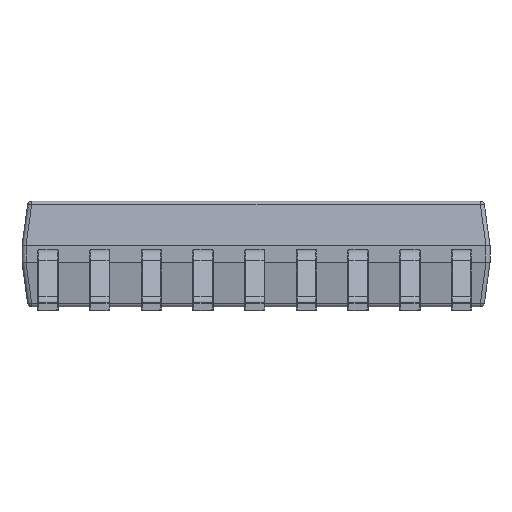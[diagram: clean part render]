
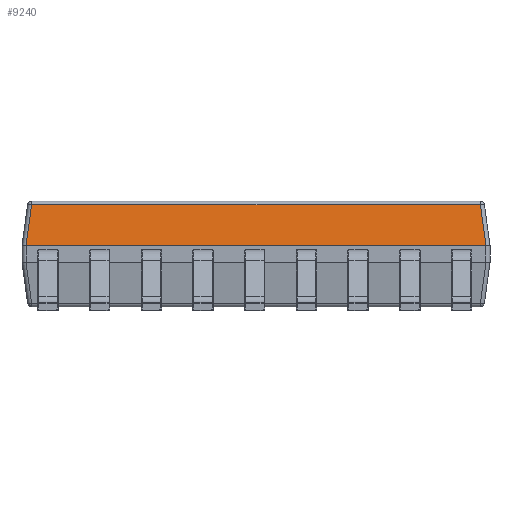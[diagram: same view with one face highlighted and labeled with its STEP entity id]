
A CAD part, left-side view. The second image highlights one B-rep face of the part: STEP entity #9240.
In plain terms, the highlighted planar face has unit normal (-0.991, 0, 0.135).
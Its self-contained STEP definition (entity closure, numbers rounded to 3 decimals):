
#317 = ORIENTED_EDGE ( 'NONE', *, *, #8427, .T. ) ;
#497 = B_SPLINE_CURVE_WITH_KNOTS ( 'NONE', 3,
 ( #5771, #5408, #5390, #5376 ),
 .UNSPECIFIED., .F., .F.,
 ( 4, 4 ),
 ( 0., 1. ),
 .UNSPECIFIED. ) ;
#594 = CARTESIAN_POINT ( 'NONE',  ( -3.85, -5.65, 1.6 ) ) ;
#774 = B_SPLINE_CURVE_WITH_KNOTS ( 'NONE', 3,
 ( #594, #10904, #10885, #10874 ),
 .UNSPECIFIED., .F., .F.,
 ( 4, 4 ),
 ( 0., 1. ),
 .UNSPECIFIED. ) ;
#810 = VERTEX_POINT ( 'NONE', #4457 ) ;
#1292 = CARTESIAN_POINT ( 'NONE',  ( -3.85, -5.651, 1.6 ) ) ;
#1883 = DIRECTION ( 'NONE',  ( -0.134, 0.134, -0.982 ) ) ;
#1886 = CARTESIAN_POINT ( 'NONE',  ( -3.85, -5.65, 1.6 ) ) ;
#1934 = CARTESIAN_POINT ( 'NONE',  ( -3.712, 5.513, 2.614 ) ) ;
#2059 = ORIENTED_EDGE ( 'NONE', *, *, #7554, .F. ) ;
#2073 = FACE_OUTER_BOUND ( 'NONE', #5035, .T. ) ;
#2380 = CARTESIAN_POINT ( 'NONE',  ( -3.85, 5.651, 1.6 ) ) ;
#2445 = LINE ( 'NONE', #6470, #10512 ) ;
#2930 = ORIENTED_EDGE ( 'NONE', *, *, #8501, .F. ) ;
#3405 = ORIENTED_EDGE ( 'NONE', *, *, #10043, .T. ) ;
#3647 = DIRECTION ( 'NONE',  ( -0.134, -0.134, -0.982 ) ) ;
#3660 = CARTESIAN_POINT ( 'NONE',  ( -3.635, -5.436, 3.173 ) ) ;
#3890 = VERTEX_POINT ( 'NONE', #1292 ) ;
#4456 = EDGE_CURVE ( 'NONE', #810, #6449, #10214, .T. ) ;
#4457 = CARTESIAN_POINT ( 'NONE',  ( -3.85, 5.65, 1.6 ) ) ;
#4652 = ORIENTED_EDGE ( 'NONE', *, *, #6547, .T. ) ;
#4809 = CARTESIAN_POINT ( 'NONE',  ( -3.712, 5.513, 2.614 ) ) ;
#4838 = VERTEX_POINT ( 'NONE', #8051 ) ;
#5035 = EDGE_LOOP ( 'NONE', ( #2930, #3405, #317, #2059, #10521, #4652 ) ) ;
#5376 = CARTESIAN_POINT ( 'NONE',  ( -3.85, 5.651, 1.6 ) ) ;
#5390 = CARTESIAN_POINT ( 'NONE',  ( -3.85, 5.651, 1.6 ) ) ;
#5408 = CARTESIAN_POINT ( 'NONE',  ( -3.85, 5.65, 1.6 ) ) ;
#5456 = VECTOR ( 'NONE', #3647, 1000. ) ;
#5771 = CARTESIAN_POINT ( 'NONE',  ( -3.85, 5.65, 1.6 ) ) ;
#6253 = DIRECTION ( 'NONE',  ( 0., 1., 0. ) ) ;
#6449 = VERTEX_POINT ( 'NONE', #1886 ) ;
#6470 = CARTESIAN_POINT ( 'NONE',  ( -3.712, 0., 2.614 ) ) ;
#6547 = EDGE_CURVE ( 'NONE', #6449, #3890, #774, .T. ) ;
#7149 = LINE ( 'NONE', #1934, #7179 ) ;
#7179 = VECTOR ( 'NONE', #1883, 1000. ) ;
#7235 = LINE ( 'NONE', #3660, #5456 ) ;
#7554 = EDGE_CURVE ( 'NONE', #810, #9739, #497, .T. ) ;
#8051 = CARTESIAN_POINT ( 'NONE',  ( -3.712, -5.513, 2.614 ) ) ;
#8287 = AXIS2_PLACEMENT_3D ( 'NONE', #9567, #9556, #9553 ) ;
#8427 = EDGE_CURVE ( 'NONE', #8869, #9739, #7149, .T. ) ;
#8501 = EDGE_CURVE ( 'NONE', #4838, #3890, #7235, .T. ) ;
#8869 = VERTEX_POINT ( 'NONE', #4809 ) ;
#9173 = DIRECTION ( 'NONE',  ( 0., -1., 0. ) ) ;
#9183 = CARTESIAN_POINT ( 'NONE',  ( -3.85, 5.75, 1.6 ) ) ;
#9240 = ADVANCED_FACE ( 'NONE', ( #2073 ), #9634, .T. ) ;
#9553 = DIRECTION ( 'NONE',  ( 0.135, 0., 0.991 ) ) ;
#9556 = DIRECTION ( 'NONE',  ( -0.991, 0., 0.135 ) ) ;
#9567 = CARTESIAN_POINT ( 'NONE',  ( -3.7, 0., 2.7 ) ) ;
#9634 = PLANE ( 'NONE',  #8287 ) ;
#9739 = VERTEX_POINT ( 'NONE', #2380 ) ;
#10043 = EDGE_CURVE ( 'NONE', #4838, #8869, #2445, .T. ) ;
#10214 = LINE ( 'NONE', #9183, #10572 ) ;
#10512 = VECTOR ( 'NONE', #6253, 1000. ) ;
#10521 = ORIENTED_EDGE ( 'NONE', *, *, #4456, .T. ) ;
#10572 = VECTOR ( 'NONE', #9173, 1000. ) ;
#10874 = CARTESIAN_POINT ( 'NONE',  ( -3.85, -5.651, 1.6 ) ) ;
#10885 = CARTESIAN_POINT ( 'NONE',  ( -3.85, -5.651, 1.6 ) ) ;
#10904 = CARTESIAN_POINT ( 'NONE',  ( -3.85, -5.65, 1.6 ) ) ;
